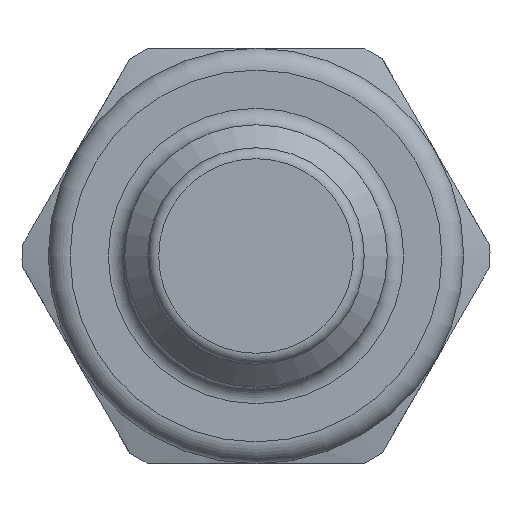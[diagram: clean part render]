
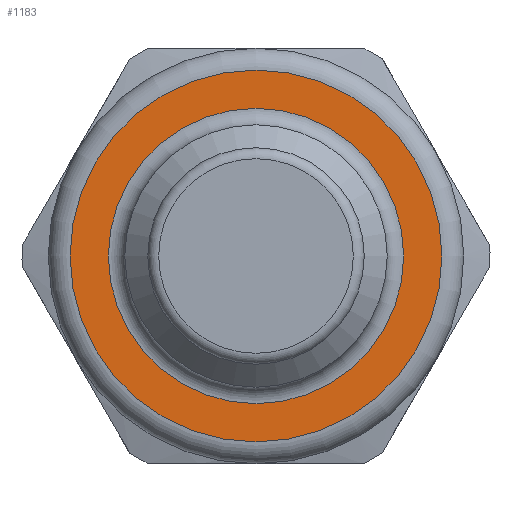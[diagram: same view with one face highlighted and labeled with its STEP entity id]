
A CAD part, left-side view. The second image highlights one B-rep face of the part: STEP entity #1183.
In plain terms, the highlighted planar face has unit normal (-1, 0, 0).
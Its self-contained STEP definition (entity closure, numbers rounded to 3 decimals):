
#1141=CARTESIAN_POINT('',(20.0,8.5,0.0));
#1142=VERTEX_POINT('',#1141);
#1143=CARTESIAN_POINT('',(20.0,0.0,0.0));
#1144=DIRECTION('',(1.0,0.0,0.0));
#1145=DIRECTION('',(0.0,-1.0,0.0));
#1146=AXIS2_PLACEMENT_3D('',#1143,#1144,#1145);
#1147=CIRCLE('',#1146,8.5);
#1148=EDGE_CURVE('',#1142,#1142,#1147,.T.);
#1164=CARTESIAN_POINT('',(20.0,7.75,0.0));
#1165=DIRECTION('',(-1.0,0.0,0.0));
#1166=DIRECTION('',(0.0,0.0,1.0));
#1167=AXIS2_PLACEMENT_3D('',#1164,#1165,#1166);
#1168=PLANE('',#1167);
#1169=ORIENTED_EDGE('',*,*,#1148,.F.);
#1170=EDGE_LOOP('',(#1169));
#1171=FACE_OUTER_BOUND('',#1170,.T.);
#1172=CARTESIAN_POINT('',(20.0,6.75,0.));
#1173=VERTEX_POINT('',#1172);
#1174=CARTESIAN_POINT('',(20.0,0.0,0.0));
#1175=DIRECTION('',(-1.0,0.0,0.0));
#1176=DIRECTION('',(0.0,-1.0,0.0));
#1177=AXIS2_PLACEMENT_3D('',#1174,#1175,#1176);
#1178=CIRCLE('',#1177,6.75);
#1179=EDGE_CURVE('',#1173,#1173,#1178,.T.);
#1180=ORIENTED_EDGE('',*,*,#1179,.F.);
#1181=EDGE_LOOP('',(#1180));
#1182=FACE_BOUND('',#1181,.T.);
#1183=ADVANCED_FACE('',(#1171,#1182),#1168,.T.);
